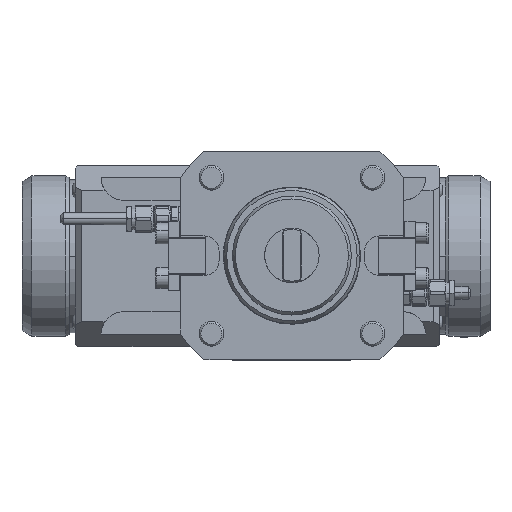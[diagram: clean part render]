
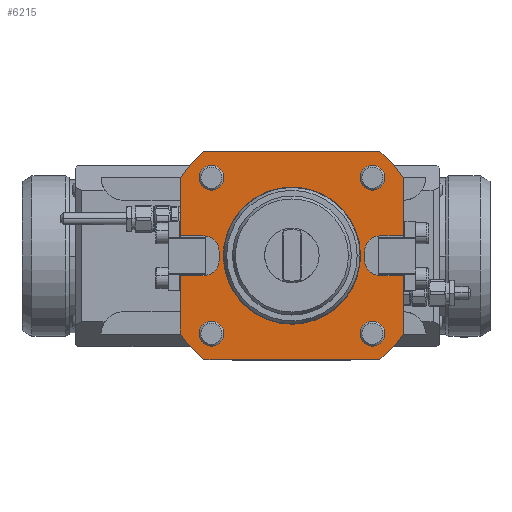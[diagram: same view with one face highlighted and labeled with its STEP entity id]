
A CAD part, top view. The second image highlights one B-rep face of the part: STEP entity #6215.
In plain terms, the highlighted planar face has unit normal (0, 0, 1).
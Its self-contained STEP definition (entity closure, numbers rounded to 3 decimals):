
#4297=CARTESIAN_POINT('',(27.5,-0.,-0.));
#4298=VERTEX_POINT('',#4297);
#4305=CARTESIAN_POINT('',(-27.5,0.,0.));
#4306=VERTEX_POINT('',#4305);
#4307=CARTESIAN_POINT('',(0.,0.,0.));
#4308=DIRECTION('',(0.,0.,1.));
#4309=DIRECTION('',(1.,-0.,-0.));
#4310=AXIS2_PLACEMENT_3D('',#4307,#4308,#4309);
#4311=CIRCLE('',#4310,27.5);
#4312=EDGE_CURVE('',#4298,#4306,#4311,.T.);
#4357=CARTESIAN_POINT('',(-45.,31.623,0.));
#4358=VERTEX_POINT('',#4357);
#4365=CARTESIAN_POINT('',(-35.511,42.,0.));
#4366=VERTEX_POINT('',#4365);
#4367=CARTESIAN_POINT('',(0.,0.,0.));
#4368=DIRECTION('',(0.,0.,1.));
#4369=DIRECTION('',(-1.,0.,0.));
#4370=AXIS2_PLACEMENT_3D('',#4367,#4368,#4369);
#4371=CIRCLE('',#4370,55.);
#4372=EDGE_CURVE('',#4366,#4358,#4371,.T.);
#4399=CARTESIAN_POINT('',(45.,-31.623,-0.));
#4400=VERTEX_POINT('',#4399);
#4407=CARTESIAN_POINT('',(35.511,-42.,-0.));
#4408=VERTEX_POINT('',#4407);
#4409=CARTESIAN_POINT('',(0.,0.,0.));
#4410=DIRECTION('',(0.,0.,1.));
#4411=DIRECTION('',(-1.,0.,0.));
#4412=AXIS2_PLACEMENT_3D('',#4409,#4410,#4411);
#4413=CIRCLE('',#4412,55.);
#4414=EDGE_CURVE('',#4408,#4400,#4413,.T.);
#4639=CARTESIAN_POINT('',(-35.511,-42.,0.));
#4640=VERTEX_POINT('',#4639);
#4641=CARTESIAN_POINT('',(35.511,-42.,-0.));
#4642=DIRECTION('',(-1.,0.,0.));
#4643=VECTOR('',#4642,71.021);
#4644=LINE('',#4641,#4643);
#4645=EDGE_CURVE('',#4408,#4640,#4644,.T.);
#4721=CARTESIAN_POINT('',(-45.,-31.623,0.));
#4722=VERTEX_POINT('',#4721);
#4723=CARTESIAN_POINT('',(0.,0.,0.));
#4724=DIRECTION('',(0.,0.,1.));
#4725=DIRECTION('',(-1.,0.,0.));
#4726=AXIS2_PLACEMENT_3D('',#4723,#4724,#4725);
#4727=CIRCLE('',#4726,55.);
#4728=EDGE_CURVE('',#4722,#4640,#4727,.T.);
#4904=CARTESIAN_POINT('',(35.511,42.,-0.));
#4905=VERTEX_POINT('',#4904);
#4912=CARTESIAN_POINT('',(45.,31.623,-0.));
#4913=VERTEX_POINT('',#4912);
#4914=CARTESIAN_POINT('',(0.,0.,0.));
#4915=DIRECTION('',(0.,0.,1.));
#4916=DIRECTION('',(-1.,0.,0.));
#4917=AXIS2_PLACEMENT_3D('',#4914,#4915,#4916);
#4918=CIRCLE('',#4917,55.);
#4919=EDGE_CURVE('',#4913,#4905,#4918,.T.);
#5355=CARTESIAN_POINT('',(-29.4,1.9,0.));
#5356=VERTEX_POINT('',#5355);
#5357=CARTESIAN_POINT('',(-29.4,-1.9,0.));
#5358=VERTEX_POINT('',#5357);
#5359=CARTESIAN_POINT('',(-29.4,1.9,0.));
#5360=DIRECTION('',(0.,-1.,0.));
#5361=VECTOR('',#5360,3.8);
#5362=LINE('',#5359,#5361);
#5363=EDGE_CURVE('',#5356,#5358,#5362,.T.);
#5386=CARTESIAN_POINT('',(-35.5,-8.,0.));
#5387=VERTEX_POINT('',#5386);
#5388=CARTESIAN_POINT('',(-35.5,-1.9,0.));
#5389=DIRECTION('',(-0.,-0.,-1.));
#5390=DIRECTION('',(-0.,-1.,0.));
#5391=AXIS2_PLACEMENT_3D('',#5388,#5389,#5390);
#5392=CIRCLE('',#5391,6.1);
#5393=EDGE_CURVE('',#5358,#5387,#5392,.T.);
#5411=CARTESIAN_POINT('',(-45.,-8.,0.));
#5412=VERTEX_POINT('',#5411);
#5421=CARTESIAN_POINT('',(-35.5,-8.,0.));
#5422=DIRECTION('',(-1.,0.,0.));
#5423=VECTOR('',#5422,9.5);
#5424=LINE('',#5421,#5423);
#5425=EDGE_CURVE('',#5387,#5412,#5424,.T.);
#5452=CARTESIAN_POINT('',(-35.5,8.,0.));
#5453=VERTEX_POINT('',#5452);
#5460=CARTESIAN_POINT('',(-45.,8.,0.));
#5461=VERTEX_POINT('',#5460);
#5462=CARTESIAN_POINT('',(-45.,8.,0.));
#5463=DIRECTION('',(1.,-0.,-0.));
#5464=VECTOR('',#5463,9.5);
#5465=LINE('',#5462,#5464);
#5466=EDGE_CURVE('',#5461,#5453,#5465,.T.);
#5482=CARTESIAN_POINT('',(-35.5,1.9,0.));
#5483=DIRECTION('',(-0.,-0.,-1.));
#5484=DIRECTION('',(1.,-0.,-0.));
#5485=AXIS2_PLACEMENT_3D('',#5482,#5483,#5484);
#5486=CIRCLE('',#5485,6.1);
#5487=EDGE_CURVE('',#5453,#5356,#5486,.T.);
#5558=CARTESIAN_POINT('',(29.4,-1.9,-0.));
#5559=VERTEX_POINT('',#5558);
#5560=CARTESIAN_POINT('',(29.4,1.9,-0.));
#5561=VERTEX_POINT('',#5560);
#5562=CARTESIAN_POINT('',(29.4,-1.9,-0.));
#5563=DIRECTION('',(0.,1.,-0.));
#5564=VECTOR('',#5563,3.8);
#5565=LINE('',#5562,#5564);
#5566=EDGE_CURVE('',#5559,#5561,#5565,.T.);
#5589=CARTESIAN_POINT('',(35.5,8.,-0.));
#5590=VERTEX_POINT('',#5589);
#5591=CARTESIAN_POINT('',(35.5,1.9,-0.));
#5592=DIRECTION('',(-0.,-0.,-1.));
#5593=DIRECTION('',(0.,1.,-0.));
#5594=AXIS2_PLACEMENT_3D('',#5591,#5592,#5593);
#5595=CIRCLE('',#5594,6.1);
#5596=EDGE_CURVE('',#5561,#5590,#5595,.T.);
#5614=CARTESIAN_POINT('',(45.,8.,-0.));
#5615=VERTEX_POINT('',#5614);
#5624=CARTESIAN_POINT('',(35.5,8.,-0.));
#5625=DIRECTION('',(1.,-0.,0.));
#5626=VECTOR('',#5625,9.5);
#5627=LINE('',#5624,#5626);
#5628=EDGE_CURVE('',#5590,#5615,#5627,.T.);
#5646=CARTESIAN_POINT('',(35.5,-8.,-0.));
#5647=VERTEX_POINT('',#5646);
#5648=CARTESIAN_POINT('',(35.5,-1.9,-0.));
#5649=DIRECTION('',(-0.,-0.,-1.));
#5650=DIRECTION('',(-1.,0.,0.));
#5651=AXIS2_PLACEMENT_3D('',#5648,#5649,#5650);
#5652=CIRCLE('',#5651,6.1);
#5653=EDGE_CURVE('',#5647,#5559,#5652,.T.);
#5681=CARTESIAN_POINT('',(45.,-8.,-0.));
#5682=VERTEX_POINT('',#5681);
#5683=CARTESIAN_POINT('',(45.,-8.,-0.));
#5684=DIRECTION('',(-1.,0.,-0.));
#5685=VECTOR('',#5684,9.5);
#5686=LINE('',#5683,#5685);
#5687=EDGE_CURVE('',#5682,#5647,#5686,.T.);
#6068=CARTESIAN_POINT('',(-35.511,42.,0.));
#6069=DIRECTION('',(1.,0.,-0.));
#6070=VECTOR('',#6069,71.021);
#6071=LINE('',#6068,#6070);
#6072=EDGE_CURVE('',#4366,#4905,#6071,.T.);
#6078=CARTESIAN_POINT('',(0.,-0.,-0.));
#6079=DIRECTION('',(0.,0.,1.));
#6080=DIRECTION('',(-0.,-1.,0.));
#6081=AXIS2_PLACEMENT_3D('',#6078,#6079,#6080);
#6082=PLANE('',#6081);
#6083=ORIENTED_EDGE('',*,*,#5687,.T.);
#6084=ORIENTED_EDGE('',*,*,#5653,.T.);
#6085=ORIENTED_EDGE('',*,*,#5566,.T.);
#6086=ORIENTED_EDGE('',*,*,#5596,.T.);
#6087=ORIENTED_EDGE('',*,*,#5628,.T.);
#6088=CARTESIAN_POINT('',(45.,31.623,-0.));
#6089=DIRECTION('',(0.,-1.,0.));
#6090=VECTOR('',#6089,23.623);
#6091=LINE('',#6088,#6090);
#6092=EDGE_CURVE('',#4913,#5615,#6091,.T.);
#6093=ORIENTED_EDGE('',*,*,#6092,.F.);
#6094=ORIENTED_EDGE('',*,*,#4919,.T.);
#6095=ORIENTED_EDGE('',*,*,#6072,.F.);
#6096=ORIENTED_EDGE('',*,*,#4372,.T.);
#6097=CARTESIAN_POINT('',(-45.,8.,0.));
#6098=DIRECTION('',(0.,1.,-0.));
#6099=VECTOR('',#6098,23.623);
#6100=LINE('',#6097,#6099);
#6101=EDGE_CURVE('',#5461,#4358,#6100,.T.);
#6102=ORIENTED_EDGE('',*,*,#6101,.F.);
#6103=ORIENTED_EDGE('',*,*,#5466,.T.);
#6104=ORIENTED_EDGE('',*,*,#5487,.T.);
#6105=ORIENTED_EDGE('',*,*,#5363,.T.);
#6106=ORIENTED_EDGE('',*,*,#5393,.T.);
#6107=ORIENTED_EDGE('',*,*,#5425,.T.);
#6108=CARTESIAN_POINT('',(-45.,-31.623,0.));
#6109=DIRECTION('',(0.,1.,-0.));
#6110=VECTOR('',#6109,23.623);
#6111=LINE('',#6108,#6110);
#6112=EDGE_CURVE('',#4722,#5412,#6111,.T.);
#6113=ORIENTED_EDGE('',*,*,#6112,.F.);
#6114=ORIENTED_EDGE('',*,*,#4728,.T.);
#6115=ORIENTED_EDGE('',*,*,#4645,.F.);
#6116=ORIENTED_EDGE('',*,*,#4414,.T.);
#6117=CARTESIAN_POINT('',(45.,-8.,-0.));
#6118=DIRECTION('',(0.,-1.,0.));
#6119=VECTOR('',#6118,23.623);
#6120=LINE('',#6117,#6119);
#6121=EDGE_CURVE('',#5682,#4400,#6120,.T.);
#6122=ORIENTED_EDGE('',*,*,#6121,.F.);
#6123=EDGE_LOOP('',(#6083,#6084,#6085,#6086,#6087,#6093,#6094,#6095,#6096,#6102,#6103,#6104,#6105,#6106,#6107,#6113,#6114,#6115,#6116,#6122));
#6124=FACE_BOUND('',#6123,.T.);
#6125=CARTESIAN_POINT('',(32.5,-26.5,-0.));
#6126=VERTEX_POINT('',#6125);
#6127=CARTESIAN_POINT('',(32.5,-36.5,-0.));
#6128=VERTEX_POINT('',#6127);
#6129=CARTESIAN_POINT('',(32.5,-31.5,-0.));
#6130=DIRECTION('',(-0.,-0.,-1.));
#6131=DIRECTION('',(-0.,-1.,0.));
#6132=AXIS2_PLACEMENT_3D('',#6129,#6130,#6131);
#6133=CIRCLE('',#6132,5.);
#6134=EDGE_CURVE('',#6126,#6128,#6133,.T.);
#6135=ORIENTED_EDGE('',*,*,#6134,.T.);
#6136=CARTESIAN_POINT('',(32.5,-31.5,-0.));
#6137=DIRECTION('',(-0.,-0.,-1.));
#6138=DIRECTION('',(-0.,-1.,0.));
#6139=AXIS2_PLACEMENT_3D('',#6136,#6137,#6138);
#6140=CIRCLE('',#6139,5.);
#6141=EDGE_CURVE('',#6128,#6126,#6140,.T.);
#6142=ORIENTED_EDGE('',*,*,#6141,.T.);
#6143=EDGE_LOOP('',(#6135,#6142));
#6144=FACE_BOUND('',#6143,.T.);
#6145=CARTESIAN_POINT('',(32.5,36.5,-0.));
#6146=VERTEX_POINT('',#6145);
#6147=CARTESIAN_POINT('',(32.5,26.5,-0.));
#6148=VERTEX_POINT('',#6147);
#6149=CARTESIAN_POINT('',(32.5,31.5,-0.));
#6150=DIRECTION('',(-0.,-0.,-1.));
#6151=DIRECTION('',(-0.,-1.,0.));
#6152=AXIS2_PLACEMENT_3D('',#6149,#6150,#6151);
#6153=CIRCLE('',#6152,5.);
#6154=EDGE_CURVE('',#6146,#6148,#6153,.T.);
#6155=ORIENTED_EDGE('',*,*,#6154,.T.);
#6156=CARTESIAN_POINT('',(32.5,31.5,-0.));
#6157=DIRECTION('',(-0.,-0.,-1.));
#6158=DIRECTION('',(-0.,-1.,0.));
#6159=AXIS2_PLACEMENT_3D('',#6156,#6157,#6158);
#6160=CIRCLE('',#6159,5.);
#6161=EDGE_CURVE('',#6148,#6146,#6160,.T.);
#6162=ORIENTED_EDGE('',*,*,#6161,.T.);
#6163=EDGE_LOOP('',(#6155,#6162));
#6164=FACE_BOUND('',#6163,.T.);
#6165=CARTESIAN_POINT('',(-32.5,36.5,0.));
#6166=VERTEX_POINT('',#6165);
#6167=CARTESIAN_POINT('',(-32.5,26.5,0.));
#6168=VERTEX_POINT('',#6167);
#6169=CARTESIAN_POINT('',(-32.5,31.5,0.));
#6170=DIRECTION('',(-0.,-0.,-1.));
#6171=DIRECTION('',(-0.,-1.,0.));
#6172=AXIS2_PLACEMENT_3D('',#6169,#6170,#6171);
#6173=CIRCLE('',#6172,5.);
#6174=EDGE_CURVE('',#6166,#6168,#6173,.T.);
#6175=ORIENTED_EDGE('',*,*,#6174,.T.);
#6176=CARTESIAN_POINT('',(-32.5,31.5,0.));
#6177=DIRECTION('',(-0.,-0.,-1.));
#6178=DIRECTION('',(-0.,-1.,0.));
#6179=AXIS2_PLACEMENT_3D('',#6176,#6177,#6178);
#6180=CIRCLE('',#6179,5.);
#6181=EDGE_CURVE('',#6168,#6166,#6180,.T.);
#6182=ORIENTED_EDGE('',*,*,#6181,.T.);
#6183=EDGE_LOOP('',(#6175,#6182));
#6184=FACE_BOUND('',#6183,.T.);
#6185=CARTESIAN_POINT('',(-32.5,-26.5,0.));
#6186=VERTEX_POINT('',#6185);
#6187=CARTESIAN_POINT('',(-32.5,-36.5,0.));
#6188=VERTEX_POINT('',#6187);
#6189=CARTESIAN_POINT('',(-32.5,-31.5,0.));
#6190=DIRECTION('',(-0.,-0.,-1.));
#6191=DIRECTION('',(-0.,-1.,0.));
#6192=AXIS2_PLACEMENT_3D('',#6189,#6190,#6191);
#6193=CIRCLE('',#6192,5.);
#6194=EDGE_CURVE('',#6186,#6188,#6193,.T.);
#6195=ORIENTED_EDGE('',*,*,#6194,.T.);
#6196=CARTESIAN_POINT('',(-32.5,-31.5,0.));
#6197=DIRECTION('',(-0.,-0.,-1.));
#6198=DIRECTION('',(-0.,-1.,0.));
#6199=AXIS2_PLACEMENT_3D('',#6196,#6197,#6198);
#6200=CIRCLE('',#6199,5.);
#6201=EDGE_CURVE('',#6188,#6186,#6200,.T.);
#6202=ORIENTED_EDGE('',*,*,#6201,.T.);
#6203=EDGE_LOOP('',(#6195,#6202));
#6204=FACE_BOUND('',#6203,.T.);
#6205=ORIENTED_EDGE('',*,*,#4312,.F.);
#6206=CARTESIAN_POINT('',(0.,0.,0.));
#6207=DIRECTION('',(0.,0.,1.));
#6208=DIRECTION('',(1.,-0.,-0.));
#6209=AXIS2_PLACEMENT_3D('',#6206,#6207,#6208);
#6210=CIRCLE('',#6209,27.5);
#6211=EDGE_CURVE('',#4306,#4298,#6210,.T.);
#6212=ORIENTED_EDGE('',*,*,#6211,.F.);
#6213=EDGE_LOOP('',(#6205,#6212));
#6214=FACE_BOUND('',#6213,.T.);
#6215=ADVANCED_FACE('',(#6124,#6144,#6164,#6184,#6204,#6214),#6082,.T.);
